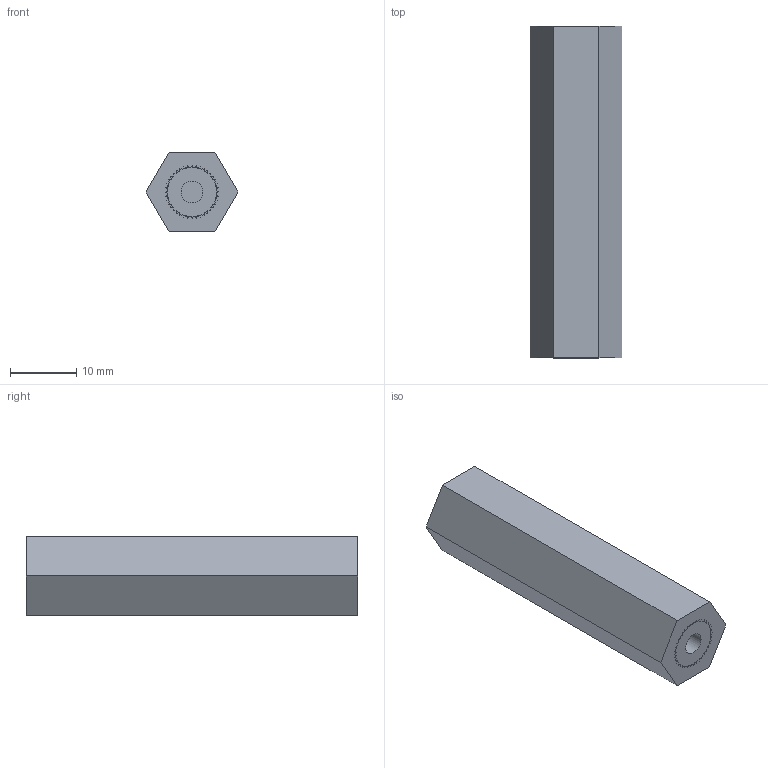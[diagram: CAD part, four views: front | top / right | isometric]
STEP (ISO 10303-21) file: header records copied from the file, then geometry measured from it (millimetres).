
FILE_DESCRIPTION(/* description */ (''),/* implementation_level */ '2;1');
FILE_NAME(/* name */ '3M550F.step',/* time_stamp */ '2023-01-09T16:44:32Z',/* author */ (''),/* organization */ (''),/* preprocessor_version */ 'ST-DEVELOPER v19.2',/* originating_system */ 'Autodesk Translation Framework v11.17.0.187',/* authorisation */ '');
FILE_SCHEMA (('AUTOMOTIVE_DESIGN { 1 0 10303 214 3 1 1 }'));
Length unit declared in the file: millimetre
Products named in the file (3): 3M550F; 3M Moulding_3M550F; Female Insert_M4-008B
Assembly tree (3 placements, depth 2):
  3M550F
    3M Moulding_3M550F
    Female Insert_M4-008B  x2
Bounding box: 13.86 x 50 x 12 mm (x, y, z)
Volume: 6137.4 mm3; surface area: 3354.3 mm2
Topology: 3 solids, 3 shells, 186 faces, 523 edges, 348 vertices
Faces by surface type: plane 177, cylinder 7, cone 2
Full cylindrical faces by diameter (mm): 3.3 x2, 7 x4, 7.5 x1
Entity records: 3223 total; most frequent: CARTESIAN_POINT 563, ORIENTED_EDGE 548, DIRECTION 496, EDGE_CURVE 274, LINE 264, VECTOR 264, VERTEX_POINT 183, AXIS2_PLACEMENT_3D 116
